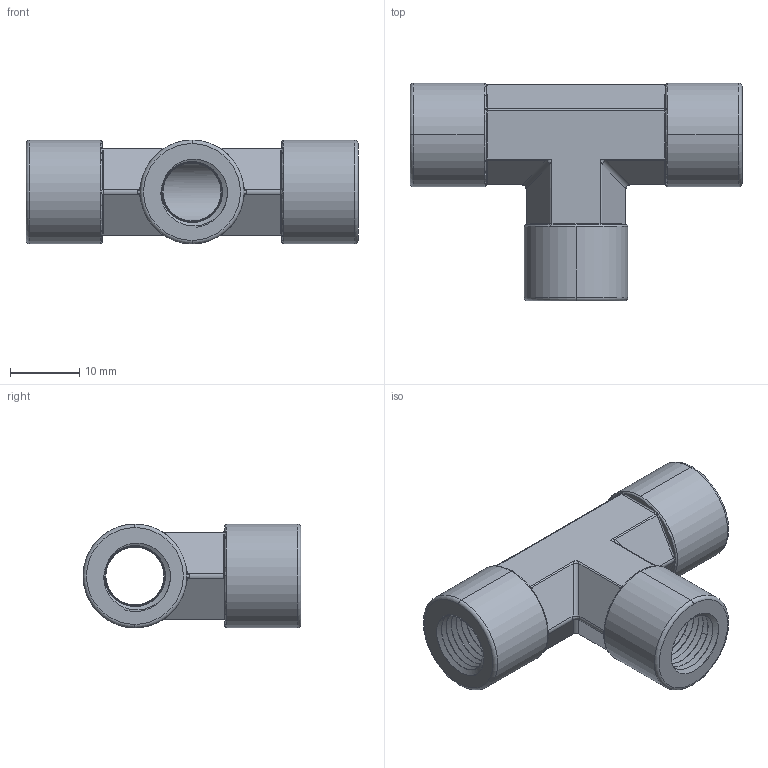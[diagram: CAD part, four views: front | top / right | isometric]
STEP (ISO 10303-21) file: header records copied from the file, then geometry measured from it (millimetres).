
FILE_DESCRIPTION((''),'2;1');
FILE_NAME('001_H-STA_MASTER','2025-07-07T15:50:30',('Administrator'),(''),'CREO PARAMETRIC BY PTC INC, 2020184','CREO PARAMETRIC BY PTC INC, 2020184','');
FILE_SCHEMA(('AUTOMOTIVE_DESIGN { 1 0 10303 214 1 1 1 1 }'));
Length unit declared in the file: millimetre
Products named in the file (1): 001_H-STA_MASTER
Bounding box: 48 x 31.5 x 15 mm (x, y, z)
Volume: 5995.6 mm3; surface area: 5986.3 mm2
Topology: 1 solids, 1 shells, 260 faces, 667 edges, 419 vertices
Faces by surface type: bspline 94, cone 60, cylinder 51, plane 43, torus 12
Entity records: 37978 total; most frequent: CARTESIAN_POINT 30390, ORIENTED_EDGE 1314, DIRECTION 840, PRESENTATION_STYLE_ASSIGNMENT 669, STYLED_ITEM 669, CURVE_STYLE 668, EDGE_CURVE 657, VERTEX_POINT 398
